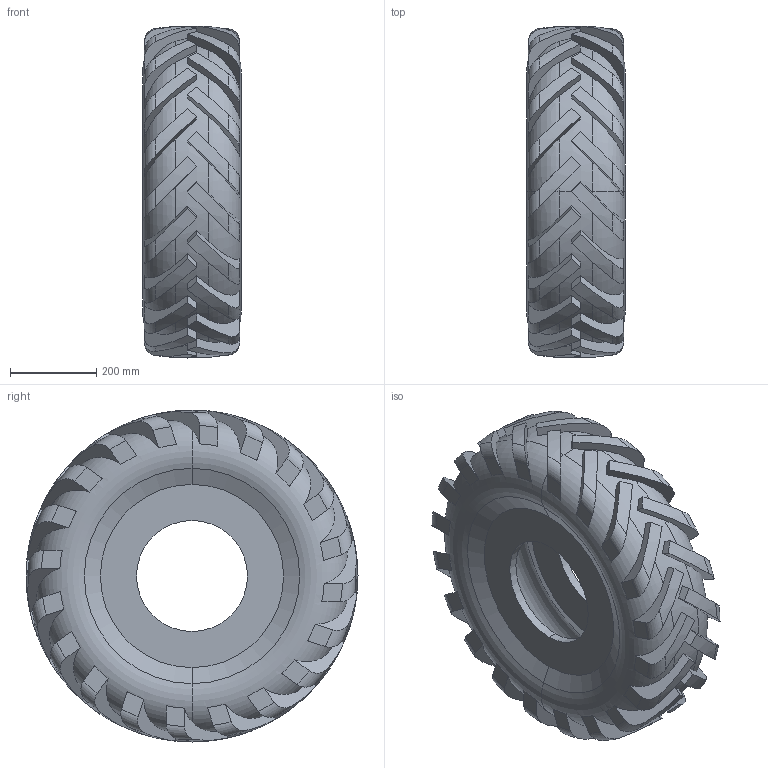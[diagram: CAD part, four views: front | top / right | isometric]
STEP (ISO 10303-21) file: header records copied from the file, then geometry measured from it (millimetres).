
FILE_DESCRIPTION (( 'STEP AP203' ), '1' );
FILE_NAME ('Reifen BKT TR-313.STEP', '2018-05-27T13:33:24', ( 'default' ), ( '' ), 'SwSTEP 2.0', 'SolidWorks 2017', '' );
FILE_SCHEMA (( 'CONFIG_CONTROL_DESIGN' ));
Length unit declared in the file: millimetre
Products named in the file (1): Reifen BKT TR-313
Bounding box: 227.5 x 769.84 x 769.84 mm (x, y, z)
Volume: 25486969.3 mm3; surface area: 2498531.3 mm2
Topology: 1 solids, 1 shells, 274 faces, 794 edges, 524 vertices
Faces by surface type: plane 164, torus 98, cone 8, cylinder 4
Entity records: 14217 total; most frequent: CARTESIAN_POINT 7527, ORIENTED_EDGE 1588, DIRECTION 1146, EDGE_CURVE 794, VERTEX_POINT 524, AXIS2_PLACEMENT_3D 487, B_SPLINE_CURVE_WITH_KNOTS 410, EDGE_LOOP 278
